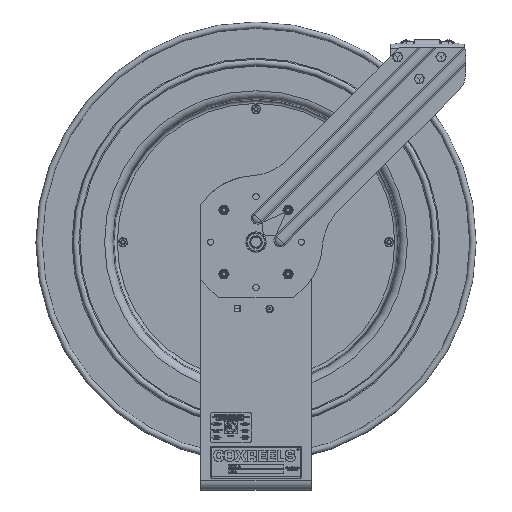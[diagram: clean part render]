
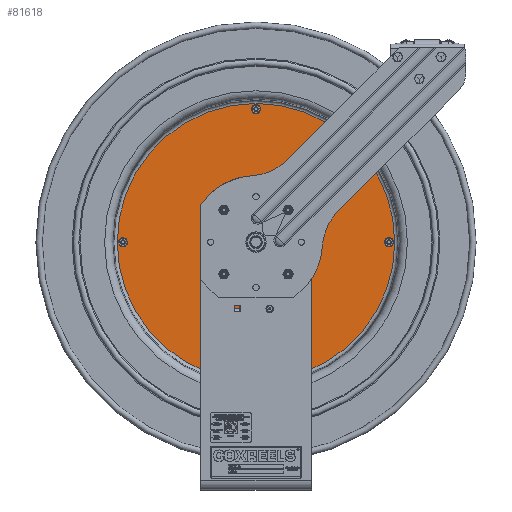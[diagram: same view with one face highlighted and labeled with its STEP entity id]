
A CAD part, top view. The second image highlights one B-rep face of the part: STEP entity #81618.
In plain terms, the highlighted planar face has unit normal (0, 0, 1).
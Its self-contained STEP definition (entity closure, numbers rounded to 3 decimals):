
#4837=FACE_BOUND('',#12601,.T.);
#4838=FACE_BOUND('',#12602,.T.);
#4839=FACE_BOUND('',#12603,.T.);
#4840=FACE_BOUND('',#12604,.T.);
#4841=FACE_BOUND('',#12605,.T.);
#4842=FACE_BOUND('',#12606,.T.);
#4843=FACE_BOUND('',#12607,.T.);
#4844=FACE_BOUND('',#12608,.T.);
#6394=PLANE('',#85666);
#9081=FACE_OUTER_BOUND('',#12600,.T.);
#12600=EDGE_LOOP('',(#71096,#71097));
#12601=EDGE_LOOP('',(#71098));
#12602=EDGE_LOOP('',(#71099,#71100,#71101,#71102));
#12603=EDGE_LOOP('',(#71103,#71104,#71105,#71106));
#12604=EDGE_LOOP('',(#71107,#71108,#71109,#71110));
#12605=EDGE_LOOP('',(#71111));
#12606=EDGE_LOOP('',(#71112));
#12607=EDGE_LOOP('',(#71113));
#12608=EDGE_LOOP('',(#71114));
#20305=LINE('',#135099,#28683);
#20306=LINE('',#135101,#28684);
#20307=LINE('',#135103,#28685);
#20308=LINE('',#135104,#28686);
#20309=LINE('',#135107,#28687);
#20310=LINE('',#135109,#28688);
#20311=LINE('',#135111,#28689);
#20312=LINE('',#135112,#28690);
#20313=LINE('',#135115,#28691);
#20314=LINE('',#135117,#28692);
#20315=LINE('',#135119,#28693);
#20316=LINE('',#135120,#28694);
#28683=VECTOR('',#99833,0.394);
#28684=VECTOR('',#99834,0.394);
#28685=VECTOR('',#99835,0.394);
#28686=VECTOR('',#99836,0.394);
#28687=VECTOR('',#99837,0.394);
#28688=VECTOR('',#99838,0.394);
#28689=VECTOR('',#99839,0.394);
#28690=VECTOR('',#99840,0.394);
#28691=VECTOR('',#99841,0.394);
#28692=VECTOR('',#99842,0.394);
#28693=VECTOR('',#99843,0.394);
#28694=VECTOR('',#99844,0.394);
#31327=CIRCLE('',#85667,7.564);
#31328=CIRCLE('',#85668,7.564);
#31329=CIRCLE('',#85669,0.94);
#31330=CIRCLE('',#85670,0.155);
#31331=CIRCLE('',#85671,0.155);
#31332=CIRCLE('',#85672,0.155);
#31333=CIRCLE('',#85673,0.155);
#39758=VERTEX_POINT('',#135091);
#39759=VERTEX_POINT('',#135092);
#39760=VERTEX_POINT('',#135095);
#39761=VERTEX_POINT('',#135097);
#39762=VERTEX_POINT('',#135098);
#39763=VERTEX_POINT('',#135100);
#39764=VERTEX_POINT('',#135102);
#39765=VERTEX_POINT('',#135105);
#39766=VERTEX_POINT('',#135106);
#39767=VERTEX_POINT('',#135108);
#39768=VERTEX_POINT('',#135110);
#39769=VERTEX_POINT('',#135113);
#39770=VERTEX_POINT('',#135114);
#39771=VERTEX_POINT('',#135116);
#39772=VERTEX_POINT('',#135118);
#39773=VERTEX_POINT('',#135121);
#39774=VERTEX_POINT('',#135123);
#39775=VERTEX_POINT('',#135125);
#39776=VERTEX_POINT('',#135127);
#52667=EDGE_CURVE('',#39758,#39759,#31327,.T.);
#52668=EDGE_CURVE('',#39759,#39758,#31328,.T.);
#52669=EDGE_CURVE('',#39760,#39760,#31329,.T.);
#52670=EDGE_CURVE('',#39761,#39762,#20305,.T.);
#52671=EDGE_CURVE('',#39762,#39763,#20306,.T.);
#52672=EDGE_CURVE('',#39763,#39764,#20307,.T.);
#52673=EDGE_CURVE('',#39764,#39761,#20308,.T.);
#52674=EDGE_CURVE('',#39765,#39766,#20309,.T.);
#52675=EDGE_CURVE('',#39766,#39767,#20310,.T.);
#52676=EDGE_CURVE('',#39767,#39768,#20311,.T.);
#52677=EDGE_CURVE('',#39768,#39765,#20312,.T.);
#52678=EDGE_CURVE('',#39769,#39770,#20313,.T.);
#52679=EDGE_CURVE('',#39770,#39771,#20314,.T.);
#52680=EDGE_CURVE('',#39771,#39772,#20315,.T.);
#52681=EDGE_CURVE('',#39772,#39769,#20316,.T.);
#52682=EDGE_CURVE('',#39773,#39773,#31330,.T.);
#52683=EDGE_CURVE('',#39774,#39774,#31331,.T.);
#52684=EDGE_CURVE('',#39775,#39775,#31332,.T.);
#52685=EDGE_CURVE('',#39776,#39776,#31333,.T.);
#71096=ORIENTED_EDGE('',*,*,#52667,.F.);
#71097=ORIENTED_EDGE('',*,*,#52668,.F.);
#71098=ORIENTED_EDGE('',*,*,#52669,.T.);
#71099=ORIENTED_EDGE('',*,*,#52670,.T.);
#71100=ORIENTED_EDGE('',*,*,#52671,.T.);
#71101=ORIENTED_EDGE('',*,*,#52672,.T.);
#71102=ORIENTED_EDGE('',*,*,#52673,.T.);
#71103=ORIENTED_EDGE('',*,*,#52674,.T.);
#71104=ORIENTED_EDGE('',*,*,#52675,.T.);
#71105=ORIENTED_EDGE('',*,*,#52676,.T.);
#71106=ORIENTED_EDGE('',*,*,#52677,.T.);
#71107=ORIENTED_EDGE('',*,*,#52678,.T.);
#71108=ORIENTED_EDGE('',*,*,#52679,.T.);
#71109=ORIENTED_EDGE('',*,*,#52680,.T.);
#71110=ORIENTED_EDGE('',*,*,#52681,.T.);
#71111=ORIENTED_EDGE('',*,*,#52682,.T.);
#71112=ORIENTED_EDGE('',*,*,#52683,.T.);
#71113=ORIENTED_EDGE('',*,*,#52684,.T.);
#71114=ORIENTED_EDGE('',*,*,#52685,.T.);
#81618=ADVANCED_FACE('',(#9081,#4837,#4838,#4839,#4840,#4841,#4842,#4843,
#4844),#6394,.T.);
#85666=AXIS2_PLACEMENT_3D('',#135090,#99825,#99826);
#85667=AXIS2_PLACEMENT_3D('',#135093,#99827,#99828);
#85668=AXIS2_PLACEMENT_3D('',#135094,#99829,#99830);
#85669=AXIS2_PLACEMENT_3D('',#135096,#99831,#99832);
#85670=AXIS2_PLACEMENT_3D('',#135122,#99845,#99846);
#85671=AXIS2_PLACEMENT_3D('',#135124,#99847,#99848);
#85672=AXIS2_PLACEMENT_3D('',#135126,#99849,#99850);
#85673=AXIS2_PLACEMENT_3D('',#135128,#99851,#99852);
#99825=DIRECTION('center_axis',(0.,0.,
1.));
#99826=DIRECTION('ref_axis',(0.,1.,0.));
#99827=DIRECTION('center_axis',(0.,0.,
-1.));
#99828=DIRECTION('ref_axis',(-1.,0.,0.));
#99829=DIRECTION('center_axis',(0.,0.,
-1.));
#99830=DIRECTION('ref_axis',(-1.,0.,0.));
#99831=DIRECTION('center_axis',(0.,0.,
-1.));
#99832=DIRECTION('ref_axis',(1.,0.,0.));
#99833=DIRECTION('',(0.,1.,0.));
#99834=DIRECTION('',(1.,0.,0.));
#99835=DIRECTION('',(0.,-1.,0.));
#99836=DIRECTION('',(-1.,0.,0.));
#99837=DIRECTION('',(-1.,0.,0.));
#99838=DIRECTION('',(0.,1.,0.));
#99839=DIRECTION('',(1.,0.,0.));
#99840=DIRECTION('',(0.,-1.,0.));
#99841=DIRECTION('',(0.,1.,0.));
#99842=DIRECTION('',(1.,0.,0.));
#99843=DIRECTION('',(0.,-1.,0.));
#99844=DIRECTION('',(-1.,0.,0.));
#99845=DIRECTION('center_axis',(0.,0.,
-1.));
#99846=DIRECTION('ref_axis',(1.,0.,0.));
#99847=DIRECTION('center_axis',(0.,0.,
-1.));
#99848=DIRECTION('ref_axis',(0.,-1.,0.));
#99849=DIRECTION('center_axis',(0.,0.,
-1.));
#99850=DIRECTION('ref_axis',(0.,1.,0.));
#99851=DIRECTION('center_axis',(0.,0.,
-1.));
#99852=DIRECTION('ref_axis',(-1.,0.,0.));
#135090=CARTESIAN_POINT('Origin',(-3.782,-0.01,
-3.036));
#135091=CARTESIAN_POINT('',(-7.564,-0.01,-3.036));
#135092=CARTESIAN_POINT('',(0.,7.554,-3.036));
#135093=CARTESIAN_POINT('Origin',(0.,-0.01,
-3.036));
#135094=CARTESIAN_POINT('Origin',(0.,-0.01,
-3.036));
#135095=CARTESIAN_POINT('',(-0.94,-0.01,-3.036));
#135096=CARTESIAN_POINT('Origin',(0.,-0.01,
-3.036));
#135097=CARTESIAN_POINT('',(-1.65,-1.019,-3.036));
#135098=CARTESIAN_POINT('',(-1.65,-0.751,-3.036));
#135099=CARTESIAN_POINT('',(-1.65,-0.514,-3.036));
#135100=CARTESIAN_POINT('',(-1.382,-0.751,-3.036));
#135101=CARTESIAN_POINT('',(-2.716,-0.751,-3.036));
#135102=CARTESIAN_POINT('',(-1.382,-1.019,-3.036));
#135103=CARTESIAN_POINT('',(-1.382,-0.38,-3.036));
#135104=CARTESIAN_POINT('',(-2.582,-1.019,-3.036));
#135105=CARTESIAN_POINT('',(0.134,1.606,-3.036));
#135106=CARTESIAN_POINT('',(-0.134,1.606,-3.036));
#135107=CARTESIAN_POINT('',(-1.824,1.606,-3.036));
#135108=CARTESIAN_POINT('',(-0.134,1.874,-3.036));
#135109=CARTESIAN_POINT('',(-0.134,0.798,-3.036));
#135110=CARTESIAN_POINT('',(0.134,1.874,-3.036));
#135111=CARTESIAN_POINT('',(-1.958,1.874,-3.036));
#135112=CARTESIAN_POINT('',(0.134,0.932,-3.036));
#135113=CARTESIAN_POINT('',(1.382,-1.019,-3.036));
#135114=CARTESIAN_POINT('',(1.382,-0.751,-3.036));
#135115=CARTESIAN_POINT('',(1.382,-0.514,-3.036));
#135116=CARTESIAN_POINT('',(1.65,-0.751,-3.036));
#135117=CARTESIAN_POINT('',(-1.2,-0.751,-3.036));
#135118=CARTESIAN_POINT('',(1.65,-1.019,-3.036));
#135119=CARTESIAN_POINT('',(1.65,-0.38,-3.036));
#135120=CARTESIAN_POINT('',(-1.066,-1.019,-3.036));
#135121=CARTESIAN_POINT('',(-0.155,7.24,-3.036));
#135122=CARTESIAN_POINT('Origin',(0.,7.24,
-3.036));
#135123=CARTESIAN_POINT('',(7.25,0.145,-3.036));
#135124=CARTESIAN_POINT('Origin',(7.25,-0.01,
-3.036));
#135125=CARTESIAN_POINT('',(-7.25,-0.165,-3.036));
#135126=CARTESIAN_POINT('Origin',(-7.25,-0.01,
-3.036));
#135127=CARTESIAN_POINT('',(0.155,-7.26,-3.036));
#135128=CARTESIAN_POINT('Origin',(0.,-7.26,
-3.036));
